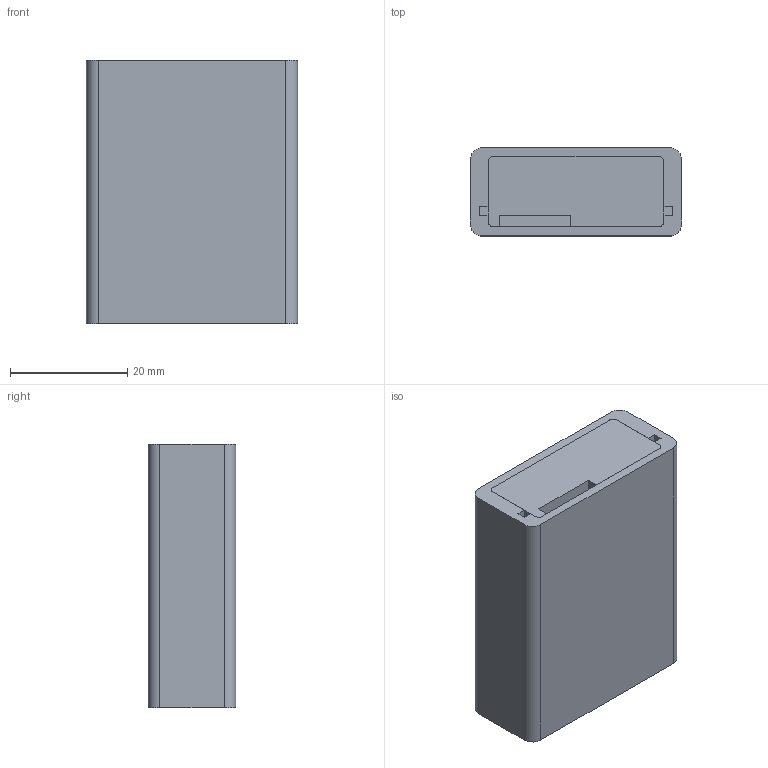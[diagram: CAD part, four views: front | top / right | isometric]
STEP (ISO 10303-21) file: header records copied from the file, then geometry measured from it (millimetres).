
FILE_DESCRIPTION(('FreeCAD Model'),'2;1');
FILE_NAME('Open CASCADE Shape Model','2024-07-22T12:48:18',(''),(''), 'Open CASCADE STEP processor 7.6','FreeCAD','Unknown');
FILE_SCHEMA(('AUTOMOTIVE_DESIGN { 1 0 10303 214 1 1 1 1 }'));
Length unit declared in the file: millimetre
Products named in the file (3): box; Тіло003; Тіло004
Assembly tree (2 placements, depth 2):
  box
    Тіло003
    Тіло004
Bounding box: 36 x 15 x 45 mm (x, y, z)
Volume: 9270.1 mm3; surface area: 10422.1 mm2
Topology: 2 solids, 2 shells, 77 faces, 193 edges, 120 vertices
Faces by surface type: plane 65, cylinder 12
Entity records: 2313 total; most frequent: CARTESIAN_POINT 393, ORIENTED_EDGE 386, DIRECTION 377, EDGE_CURVE 193, LINE 169, VECTOR 169, VERTEX_POINT 120, AXIS2_PLACEMENT_3D 104
